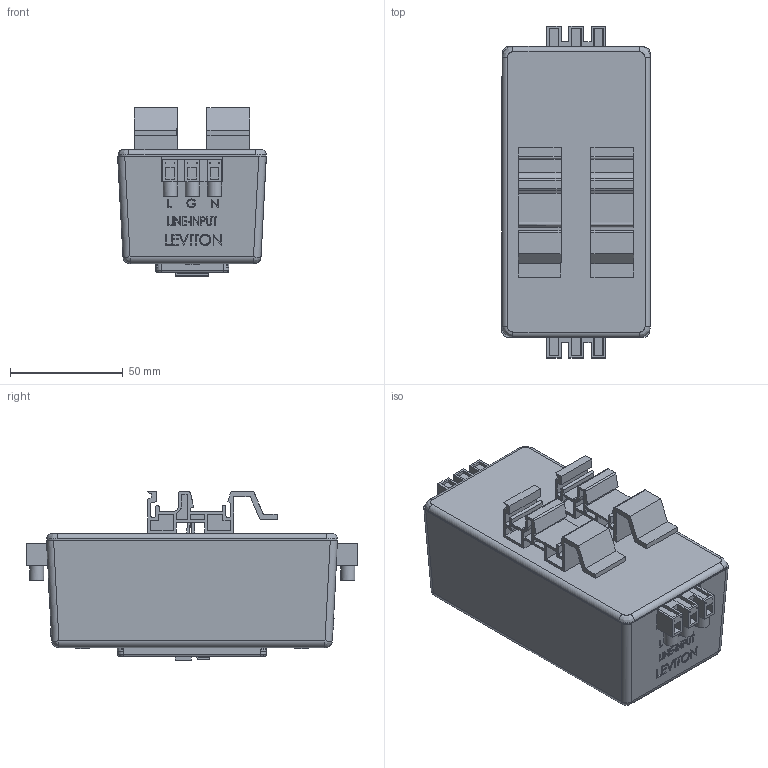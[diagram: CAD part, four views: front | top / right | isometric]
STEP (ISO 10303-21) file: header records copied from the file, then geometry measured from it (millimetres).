
FILE_DESCRIPTION (( 'STEP AP214' ), '1' );
FILE_NAME ('CATSTD-GFNT2-DIN-M01.STEP', '2020-04-21T14:49:32', ( '' ), ( '' ), 'SwSTEP 2.0', 'SolidWorks 2017', '' );
FILE_SCHEMA (( 'AUTOMOTIVE_DESIGN' ));
Length unit declared in the file: inch
Products named in the file (2): CATSTD-GFNT2-DIN-M01
Bounding box: 65.98 x 147.22 x 74.9 mm (x, y, z)
Volume: 120525.6 mm3; surface area: 100145 mm2
Topology: 7 solids, 9 shells, 3386 faces, 8873 edges, 5810 vertices
Faces by surface type: plane 2276, bspline 783, cylinder 292, cone 35
Full cylindrical faces by diameter (mm): 2.642 x4, 3.175 x4, 3.658 x1, 4.699 x12, 6.223 x12
Entity records: 185455 total; most frequent: CARTESIAN_POINT 65165, ORIENTED_EDGE 17628, DIRECTION 12398, EDGE_CURVE 8814, LINE 6172, VECTOR 6172, VERTEX_POINT 5794, EDGE_LOOP 3772
